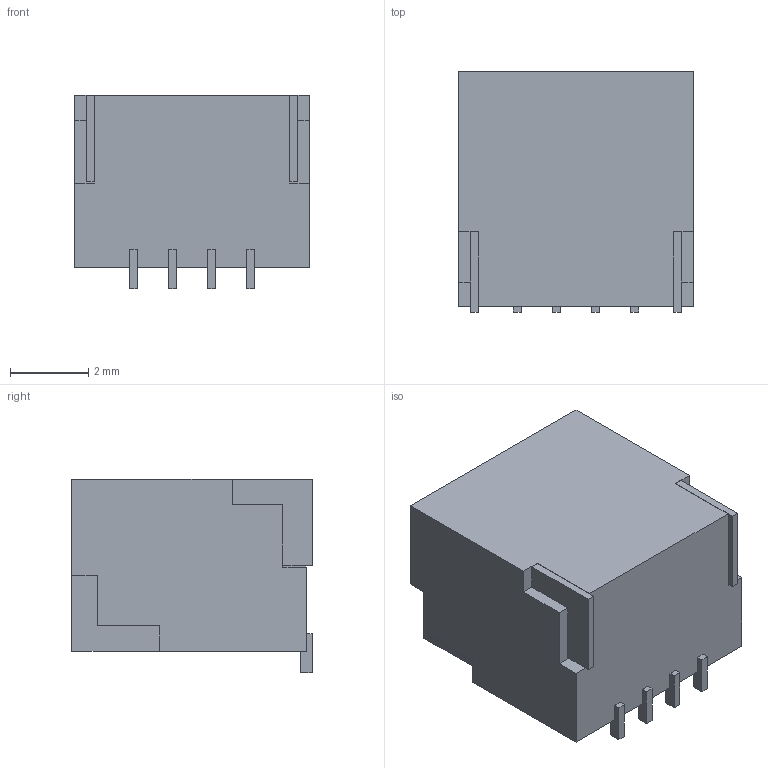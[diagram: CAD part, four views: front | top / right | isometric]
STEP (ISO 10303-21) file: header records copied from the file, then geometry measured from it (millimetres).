
FILE_DESCRIPTION (( 'STEP AP214' ), '1' );
FILE_NAME ('BM04B-NSHSS.STEP', '2019-05-16T01:26:57', ( '' ), ( '' ), 'SwSTEP 2.0', 'SolidWorks 2017', '' );
FILE_SCHEMA (( 'AUTOMOTIVE_DESIGN' ));
Length unit declared in the file: millimetre
Products named in the file (1): BM04B-NSHSS
Bounding box: 6 x 6.15 x 4.95 mm (x, y, z)
Volume: 89.3 mm3; surface area: 308.8 mm2
Topology: 1 solids, 1 shells, 96 faces, 272 edges, 180 vertices
Faces by surface type: plane 96
Entity records: 3463 total; most frequent: CARTESIAN_POINT 549, ORIENTED_EDGE 544, DIRECTION 466, LINE 272, EDGE_CURVE 272, VECTOR 272, VERTEX_POINT 180, EDGE_LOOP 98
